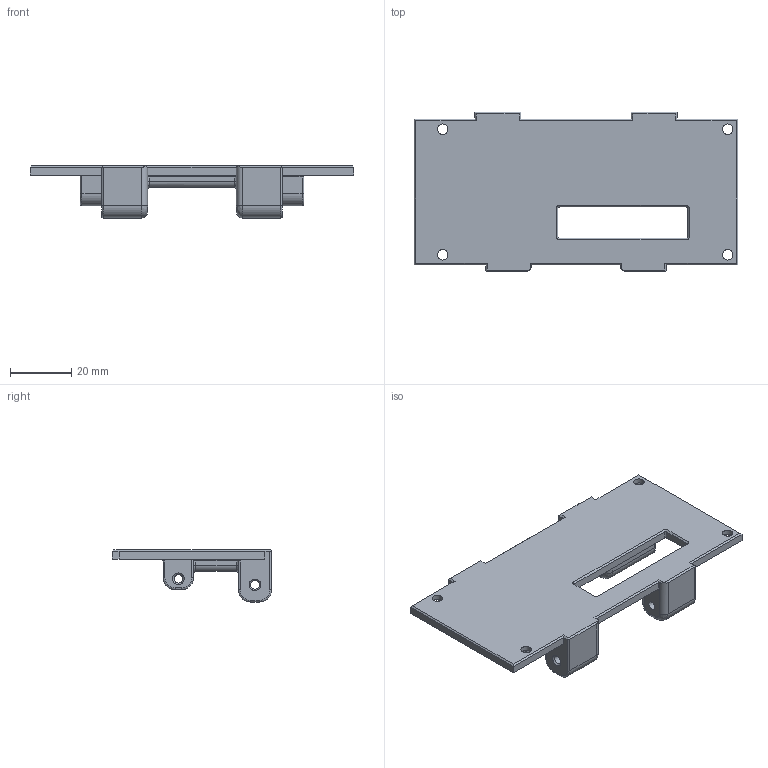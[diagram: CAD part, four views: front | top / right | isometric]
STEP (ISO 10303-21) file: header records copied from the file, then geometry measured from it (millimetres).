
FILE_DESCRIPTION(/* description */ (''),/* implementation_level */ '2;1');
FILE_NAME(/* name */ 'Back plate.step',/* time_stamp */ '2019-10-11T09:26:26+02:00',/* author */ (''),/* organization */ (''),/* preprocessor_version */ 'ST-DEVELOPER v18',/* originating_system */ 'Autodesk Translation Framework v8.6.0.1094',/* authorisation */ '');
FILE_SCHEMA (('AUTOMOTIVE_DESIGN { 1 0 10303 214 3 1 1 }'));
Length unit declared in the file: millimetre
Products named in the file (1): Back plate
Bounding box: 105.59 x 52 x 17 mm (x, y, z)
Volume: 22835.1 mm3; surface area: 13646.1 mm2
Topology: 1 solids, 1 shells, 206 faces, 498 edges, 296 vertices
Faces by surface type: cylinder 76, plane 72, torus 27, cone 12, bspline 12, sphere 7
Full cylindrical faces by diameter (mm): 2.8 x4, 3 x3, 3.4 x4
Entity records: 6149 total; most frequent: CARTESIAN_POINT 1193, DIRECTION 1096, ORIENTED_EDGE 996, EDGE_CURVE 498, AXIS2_PLACEMENT_3D 417, VERTEX_POINT 296, LINE 262, VECTOR 262
